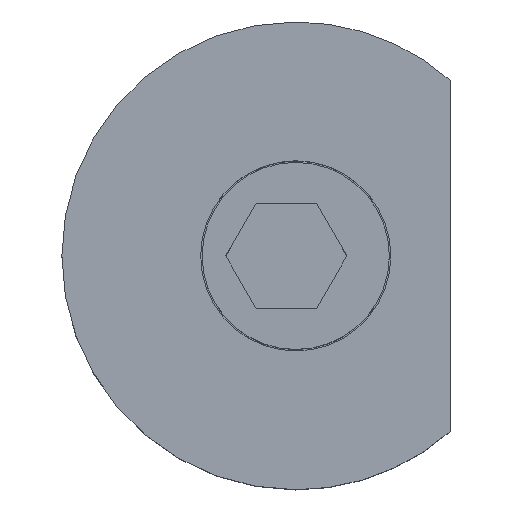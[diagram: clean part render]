
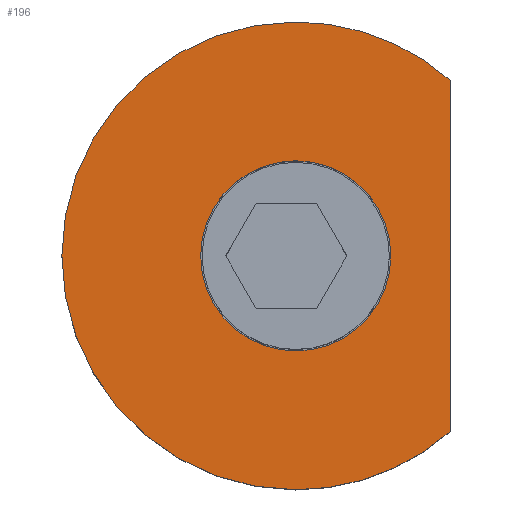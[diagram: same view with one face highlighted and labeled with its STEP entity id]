
A CAD part, top view. The second image highlights one B-rep face of the part: STEP entity #196.
In plain terms, the highlighted planar face has unit normal (0, 0, 1).
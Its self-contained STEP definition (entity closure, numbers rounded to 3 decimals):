
#2 = DIRECTION ( 'NONE',  ( 0., 1., 0. ) ) ;
#13 = DIRECTION ( 'NONE',  ( 0., -1., 0. ) ) ;
#38 = DIRECTION ( 'NONE',  ( 0., -1., 0. ) ) ;
#39 = CARTESIAN_POINT ( 'NONE',  ( 0., -15.621, 8.89 ) ) ;
#55 = AXIS2_PLACEMENT_3D ( 'NONE', #531, #873, #1026 ) ;
#66 = CARTESIAN_POINT ( 'NONE',  ( 0., 0., 8.89 ) ) ;
#71 = CARTESIAN_POINT ( 'NONE',  ( 10.312, 11.733, 8.89 ) ) ;
#73 = EDGE_LOOP ( 'NONE', ( #228, #924 ) ) ;
#75 = LINE ( 'NONE', #556, #914 ) ;
#76 = CARTESIAN_POINT ( 'NONE',  ( 0., 0., 8.89 ) ) ;
#85 = DIRECTION ( 'NONE',  ( 0., 0., 1. ) ) ;
#87 = AXIS2_PLACEMENT_3D ( 'NONE', #66, #384, #715 ) ;
#113 = EDGE_CURVE ( 'NONE', #649, #243, #123, .T. ) ;
#123 = CIRCLE ( 'NONE', #55, 6.35 ) ;
#134 = VERTEX_POINT ( 'NONE', #980 ) ;
#159 = VERTEX_POINT ( 'NONE', #71 ) ;
#191 = CIRCLE ( 'NONE', #87, 15.621 ) ;
#196 = ADVANCED_FACE ( 'NONE', ( #229, #725 ), #241, .T. ) ;
#200 = EDGE_CURVE ( 'NONE', #606, #723, #222, .T. ) ;
#222 = CIRCLE ( 'NONE', #571, 15.621 ) ;
#228 = ORIENTED_EDGE ( 'NONE', *, *, #113, .F. ) ;
#229 = FACE_BOUND ( 'NONE', #73, .T. ) ;
#241 = PLANE ( 'NONE',  #1052 ) ;
#243 = VERTEX_POINT ( 'NONE', #901 ) ;
#245 = DIRECTION ( 'NONE',  ( 0., 0., 1. ) ) ;
#252 = CARTESIAN_POINT ( 'NONE',  ( 10.312, -11.733, 8.89 ) ) ;
#256 = AXIS2_PLACEMENT_3D ( 'NONE', #261, #280, #38 ) ;
#261 = CARTESIAN_POINT ( 'NONE',  ( 0., 0., 8.89 ) ) ;
#271 = EDGE_CURVE ( 'NONE', #134, #606, #191, .T. ) ;
#280 = DIRECTION ( 'NONE',  ( 0., 0., 1. ) ) ;
#293 = AXIS2_PLACEMENT_3D ( 'NONE', #481, #85, #13 ) ;
#308 = ORIENTED_EDGE ( 'NONE', *, *, #200, .T. ) ;
#341 = ORIENTED_EDGE ( 'NONE', *, *, #851, .T. ) ;
#384 = DIRECTION ( 'NONE',  ( 0., 0., 1. ) ) ;
#392 = CARTESIAN_POINT ( 'NONE',  ( 0., -6.35, 8.89 ) ) ;
#396 = CARTESIAN_POINT ( 'NONE',  ( 0., 0., 8.89 ) ) ;
#413 = ORIENTED_EDGE ( 'NONE', *, *, #271, .T. ) ;
#481 = CARTESIAN_POINT ( 'NONE',  ( 0., 0., 8.89 ) ) ;
#531 = CARTESIAN_POINT ( 'NONE',  ( 0., 0., 8.89 ) ) ;
#537 = EDGE_CURVE ( 'NONE', #243, #649, #751, .T. ) ;
#541 = DIRECTION ( 'NONE',  ( 0., -1., 0. ) ) ;
#556 = CARTESIAN_POINT ( 'NONE',  ( 10.312, 0., 8.89 ) ) ;
#571 = AXIS2_PLACEMENT_3D ( 'NONE', #396, #245, #885 ) ;
#584 = EDGE_LOOP ( 'NONE', ( #341, #413, #308, #697 ) ) ;
#606 = VERTEX_POINT ( 'NONE', #39 ) ;
#613 = CIRCLE ( 'NONE', #256, 15.621 ) ;
#648 = EDGE_CURVE ( 'NONE', #723, #159, #75, .T. ) ;
#649 = VERTEX_POINT ( 'NONE', #392 ) ;
#655 = DIRECTION ( 'NONE',  ( 0., 0., 1. ) ) ;
#697 = ORIENTED_EDGE ( 'NONE', *, *, #648, .T. ) ;
#715 = DIRECTION ( 'NONE',  ( 0., -1., 0. ) ) ;
#723 = VERTEX_POINT ( 'NONE', #252 ) ;
#725 = FACE_OUTER_BOUND ( 'NONE', #584, .T. ) ;
#751 = CIRCLE ( 'NONE', #293, 6.35 ) ;
#851 = EDGE_CURVE ( 'NONE', #159, #134, #613, .T. ) ;
#873 = DIRECTION ( 'NONE',  ( 0., 0., 1. ) ) ;
#885 = DIRECTION ( 'NONE',  ( 0., -1., 0. ) ) ;
#901 = CARTESIAN_POINT ( 'NONE',  ( 0., 6.35, 8.89 ) ) ;
#914 = VECTOR ( 'NONE', #2, 1000. ) ;
#924 = ORIENTED_EDGE ( 'NONE', *, *, #537, .F. ) ;
#980 = CARTESIAN_POINT ( 'NONE',  ( 0., 15.621, 8.89 ) ) ;
#1026 = DIRECTION ( 'NONE',  ( 0., -1., 0. ) ) ;
#1052 = AXIS2_PLACEMENT_3D ( 'NONE', #76, #655, #541 ) ;
